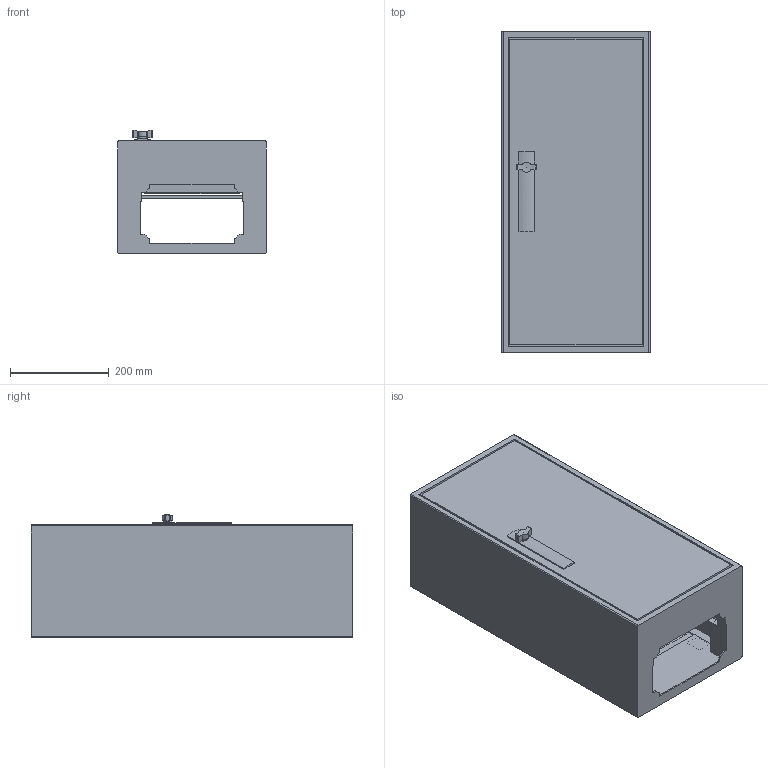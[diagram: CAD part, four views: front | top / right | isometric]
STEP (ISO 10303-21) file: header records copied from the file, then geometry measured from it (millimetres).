
FILE_DESCRIPTION(/* description */ ('STEP AP242','CAx-IF Rec.Pracs.---Representation and Presentation of Product Manufacturing Information (PMI)---4.0---2014-10-13','CAx-IF Rec.Pracs.---3D Tessellated Geometry---0.4---2014-09-14','2;1'),/* implementation_level */ '2;1');
FILE_NAME(/* name */ 'eaton-ewk-g14-31-3d-model',/* time_stamp */ '2025-01-15T13:35:24+01:00',/* author */ ('License CC BY-ND 4.0'),/* organization */ ('CADENAS'),/* preprocessor_version */ 'ST-DEVELOPER v19.3',/* originating_system */ 'PARTsolutions',/* authorisation */ ' ');
FILE_SCHEMA (('AP242_MANAGED_MODEL_BASED_3D_ENGINEERING_MIM_LF { 1 0 10303 442 1 1 4 }'));
Length unit declared in the file: millimetre
Products named in the file (5): 193158; 193158p1; 193158p3; 193158p4; 193158p2
Assembly tree (4 placements, depth 2):
  193158
    193158p1
    193158p3
    193158p4
    193158p2
Bounding box: 300.1 x 651 x 249.84 mm (x, y, z)
Volume: 10672320.5 mm3; surface area: 2347155.6 mm2
Topology: 4 solids, 4 shells, 1482 faces, 4128 edges, 2735 vertices
Faces by surface type: plane 1018, cylinder 458, torus 4, sphere 2
Full cylindrical faces by diameter (mm): 3 x42, 12.3 x8, 18.812 x1
Entity records: 46972 total; most frequent: CARTESIAN_POINT 8305, ORIENTED_EDGE 8060, DIRECTION 7942, EDGE_CURVE 4030, LINE 3042, VECTOR 3042, VERTEX_POINT 2690, AXIS2_PLACEMENT_3D 2450
